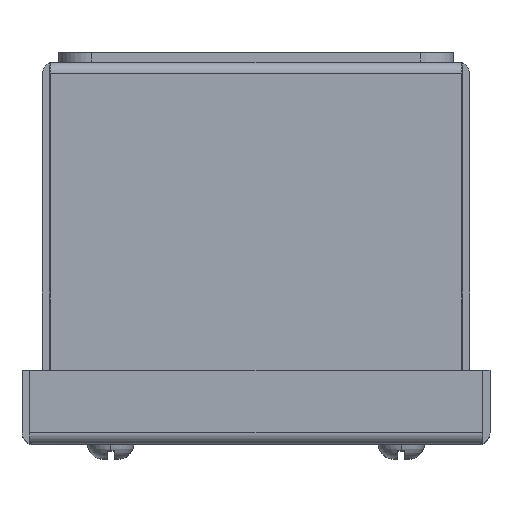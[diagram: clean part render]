
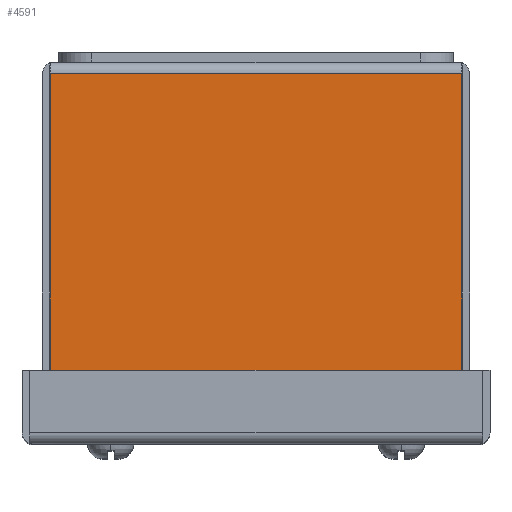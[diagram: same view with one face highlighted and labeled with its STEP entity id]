
A CAD part, top view. The second image highlights one B-rep face of the part: STEP entity #4591.
In plain terms, the highlighted planar face has unit normal (0, 0, 1).
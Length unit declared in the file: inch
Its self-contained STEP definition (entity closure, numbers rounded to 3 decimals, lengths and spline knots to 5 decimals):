
#4 = DIRECTION ( 'NONE',  ( -1., 0., 0. ) ) ;
#489 = LINE ( 'NONE', #7026, #3850 ) ;
#756 = EDGE_CURVE ( 'NONE', #6464, #7792, #489, .T. ) ;
#1118 = DIRECTION ( 'NONE',  ( 0., -1., 0. ) ) ;
#1193 = CARTESIAN_POINT ( 'NONE',  ( -1.56721, -0.086, 1.75 ) ) ;
#1940 = CARTESIAN_POINT ( 'NONE',  ( 1.56721, -0.086, 1.75 ) ) ;
#2283 = DIRECTION ( 'NONE',  ( -1., 0., 0. ) ) ;
#2387 = DIRECTION ( 'NONE',  ( 1., 0., 0. ) ) ;
#2924 = EDGE_CURVE ( 'NONE', #7792, #11801, #11647, .T. ) ;
#3224 = ORIENTED_EDGE ( 'NONE', *, *, #2924, .F. ) ;
#3598 = PLANE ( 'NONE',  #12443 ) ;
#3850 = VECTOR ( 'NONE', #13557, 39.37008 ) ;
#4056 = CARTESIAN_POINT ( 'NONE',  ( -1.56721, -2.664, 1.75 ) ) ;
#4272 = VECTOR ( 'NONE', #1118, 39.37008 ) ;
#4317 = LINE ( 'NONE', #7365, #4272 ) ;
#4349 = CARTESIAN_POINT ( 'NONE',  ( -10.902, -0.086, 1.75 ) ) ;
#4472 = CARTESIAN_POINT ( 'NONE',  ( 1.56721, -2.664, 1.75 ) ) ;
#4591 = ADVANCED_FACE ( 'NONE', ( #6652 ), #3598, .T. ) ;
#4724 = VECTOR ( 'NONE', #2283, 39.37008 ) ;
#4749 = EDGE_LOOP ( 'NONE', ( #13079, #11210, #12750, #3224 ) ) ;
#6406 = LINE ( 'NONE', #4349, #4724 ) ;
#6464 = VERTEX_POINT ( 'NONE', #1940 ) ;
#6652 = FACE_OUTER_BOUND ( 'NONE', #4749, .T. ) ;
#6862 = DIRECTION ( 'NONE',  ( 0., 0., 1. ) ) ;
#7026 = CARTESIAN_POINT ( 'NONE',  ( 1.56721, 39.37008, 1.75 ) ) ;
#7365 = CARTESIAN_POINT ( 'NONE',  ( -1.56721, 39.37008, 1.75 ) ) ;
#7792 = VERTEX_POINT ( 'NONE', #4472 ) ;
#8708 = VECTOR ( 'NONE', #4, 39.37008 ) ;
#11210 = ORIENTED_EDGE ( 'NONE', *, *, #11557, .T. ) ;
#11557 = EDGE_CURVE ( 'NONE', #6464, #13196, #6406, .T. ) ;
#11647 = LINE ( 'NONE', #12712, #8708 ) ;
#11801 = VERTEX_POINT ( 'NONE', #4056 ) ;
#12181 = CARTESIAN_POINT ( 'NONE',  ( -10.902, 0., 1.75 ) ) ;
#12443 = AXIS2_PLACEMENT_3D ( 'NONE', #12181, #6862, #2387 ) ;
#12712 = CARTESIAN_POINT ( 'NONE',  ( -1.56721, -2.664, 1.75 ) ) ;
#12750 = ORIENTED_EDGE ( 'NONE', *, *, #13525, .T. ) ;
#13079 = ORIENTED_EDGE ( 'NONE', *, *, #756, .F. ) ;
#13196 = VERTEX_POINT ( 'NONE', #1193 ) ;
#13525 = EDGE_CURVE ( 'NONE', #13196, #11801, #4317, .T. ) ;
#13557 = DIRECTION ( 'NONE',  ( 0., -1., 0. ) ) ;
